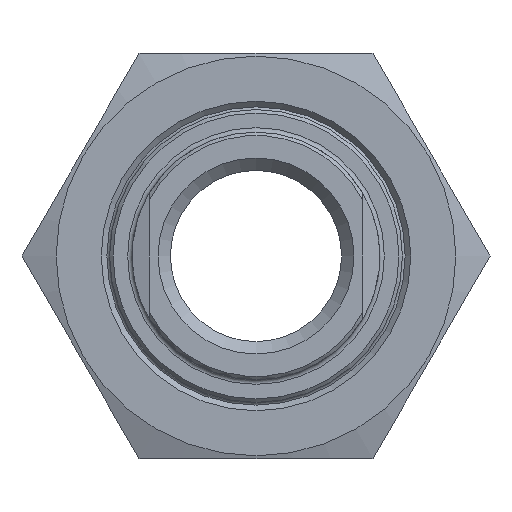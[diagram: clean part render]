
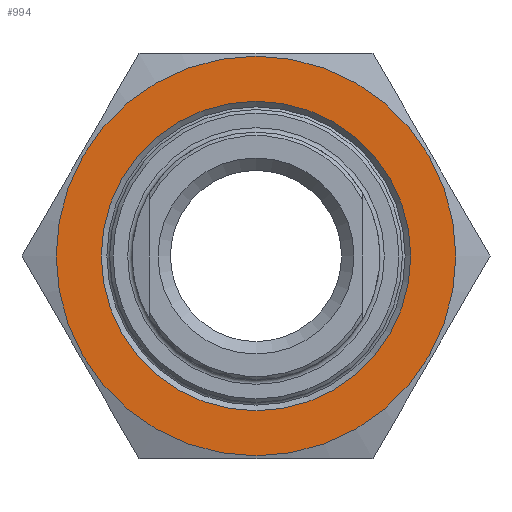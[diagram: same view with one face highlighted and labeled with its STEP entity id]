
A CAD part, left-side view. The second image highlights one B-rep face of the part: STEP entity #994.
In plain terms, the highlighted planar face has unit normal (-1, 0, 0).
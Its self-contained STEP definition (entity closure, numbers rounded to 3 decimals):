
#48=FACE_BOUND('',#173,.T.);
#74=PLANE('',#1140);
#107=FACE_OUTER_BOUND('',#172,.T.);
#172=EDGE_LOOP('',(#722));
#173=EDGE_LOOP('',(#723));
#353=CIRCLE('',#1123,17.75);
#358=CIRCLE('',#1135,13.75);
#440=VERTEX_POINT('',#1666);
#446=VERTEX_POINT('',#1697);
#537=EDGE_CURVE('',#440,#440,#353,.T.);
#550=EDGE_CURVE('',#446,#446,#358,.T.);
#722=ORIENTED_EDGE('',*,*,#537,.T.);
#723=ORIENTED_EDGE('',*,*,#550,.F.);
#994=ADVANCED_FACE('',(#107,#48),#74,.F.);
#1123=AXIS2_PLACEMENT_3D('',#1668,#1281,#1282);
#1135=AXIS2_PLACEMENT_3D('',#1698,#1311,#1312);
#1140=AXIS2_PLACEMENT_3D('',#1708,#1323,#1324);
#1281=DIRECTION('center_axis',(-1.,0.,0.));
#1282=DIRECTION('ref_axis',(0.,1.,0.));
#1311=DIRECTION('center_axis',(-1.,0.,0.));
#1312=DIRECTION('ref_axis',(0.,-1.,0.));
#1323=DIRECTION('center_axis',(1.,0.,0.));
#1324=DIRECTION('ref_axis',(0.,0.,-1.));
#1666=CARTESIAN_POINT('',(-7.75,-17.75,0.));
#1668=CARTESIAN_POINT('Origin',(-7.75,0.,0.));
#1697=CARTESIAN_POINT('',(-7.75,13.75,0.));
#1698=CARTESIAN_POINT('Origin',(-7.75,0.,0.));
#1708=CARTESIAN_POINT('Origin',(-7.75,0.,0.));
